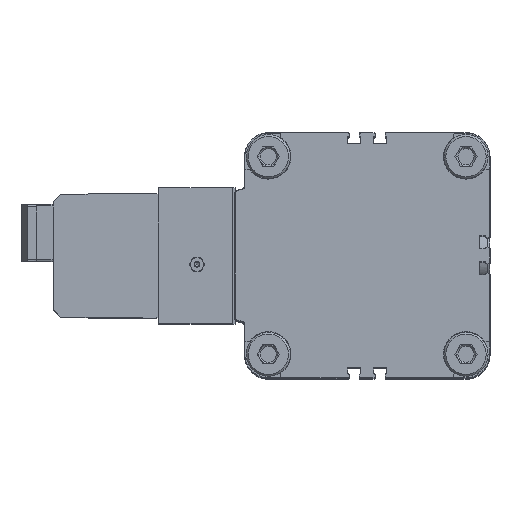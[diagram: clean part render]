
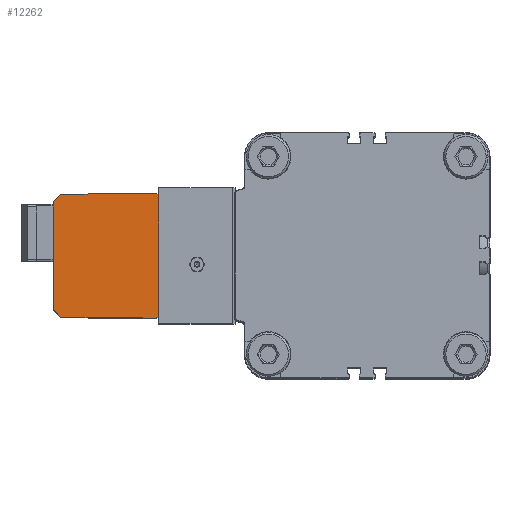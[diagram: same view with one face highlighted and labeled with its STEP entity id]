
A CAD part, top view. The second image highlights one B-rep face of the part: STEP entity #12262.
In plain terms, the highlighted face is planar.
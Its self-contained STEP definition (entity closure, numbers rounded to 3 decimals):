
#3901=ORIENTED_EDGE('',*,*,#5891,.T.);
#3902=ORIENTED_EDGE('',*,*,#5859,.T.);
#3903=ORIENTED_EDGE('',*,*,#5895,.T.);
#3904=ORIENTED_EDGE('',*,*,#5898,.T.);
#3905=ORIENTED_EDGE('',*,*,#5901,.T.);
#3906=ORIENTED_EDGE('',*,*,#5904,.T.);
#3907=ORIENTED_EDGE('',*,*,#5911,.T.);
#3908=ORIENTED_EDGE('',*,*,#5914,.T.);
#3909=ORIENTED_EDGE('',*,*,#5917,.T.);
#3910=ORIENTED_EDGE('',*,*,#5919,.T.);
#5859=EDGE_CURVE('',#7127,#7130,#8259,.T.);
#5891=EDGE_CURVE('',#7158,#7127,#8287,.T.);
#5895=EDGE_CURVE('',#7130,#7160,#8291,.T.);
#5898=EDGE_CURVE('',#7160,#7162,#8294,.T.);
#5901=EDGE_CURVE('',#7162,#7164,#8297,.T.);
#5904=EDGE_CURVE('',#7164,#7166,#8300,.T.);
#5911=EDGE_CURVE('',#7166,#7172,#8303,.T.);
#5914=EDGE_CURVE('',#7172,#7174,#8306,.T.);
#5917=EDGE_CURVE('',#7174,#7176,#8309,.T.);
#5919=EDGE_CURVE('',#7176,#7158,#8311,.T.);
#7127=VERTEX_POINT('',#20449);
#7130=VERTEX_POINT('',#20454);
#7158=VERTEX_POINT('',#20520);
#7160=VERTEX_POINT('',#20526);
#7162=VERTEX_POINT('',#20532);
#7164=VERTEX_POINT('',#20538);
#7166=VERTEX_POINT('',#20544);
#7172=VERTEX_POINT('',#20558);
#7174=VERTEX_POINT('',#20564);
#7176=VERTEX_POINT('',#20570);
#8259=LINE('',#20455,#9436);
#8287=LINE('',#20519,#9464);
#8291=LINE('',#20527,#9468);
#8294=LINE('',#20533,#9471);
#8297=LINE('',#20539,#9474);
#8300=LINE('',#20545,#9477);
#8303=LINE('',#20559,#9480);
#8306=LINE('',#20565,#9483);
#8309=LINE('',#20571,#9486);
#8311=LINE('',#20574,#9488);
#9436=VECTOR('',#16654,1000.);
#9464=VECTOR('',#16700,1000.);
#9468=VECTOR('',#16706,1000.);
#9471=VECTOR('',#16711,1000.);
#9474=VECTOR('',#16716,1000.);
#9477=VECTOR('',#16721,1000.);
#9480=VECTOR('',#16734,1000.);
#9483=VECTOR('',#16739,1000.);
#9486=VECTOR('',#16744,1000.);
#9488=VECTOR('',#16748,1000.);
#10338=EDGE_LOOP('',(#3901,#3902,#3903,#3904,#3905,#3906,#3907,#3908,#3909,
#3910));
#11148=FACE_BOUND('',#10338,.T.);
#11599=PLANE('',#13477);
#12262=ADVANCED_FACE('',(#11148),#11599,.T.);
#13477=AXIS2_PLACEMENT_3D('',#20575,#16749,#16750);
#16654=DIRECTION('',(0.,-1.,0.));
#16700=DIRECTION('',(0.,-0.71,0.704));
#16706=DIRECTION('',(0.,-0.71,-0.704));
#16711=DIRECTION('',(0.,-0.009,-1.));
#16716=DIRECTION('',(0.,1.,0.));
#16721=DIRECTION('',(0.,0.,-1.));
#16734=DIRECTION('',(0.,1.,0.));
#16739=DIRECTION('',(0.,0.,1.));
#16744=DIRECTION('',(0.,1.,0.));
#16748=DIRECTION('',(0.,-0.009,1.));
#16749=DIRECTION('',(1.,0.,0.));
#16750=DIRECTION('',(0.,0.,-1.));
#20449=CARTESIAN_POINT('',(72.75,28.029,55.));
#20454=CARTESIAN_POINT('',(72.75,-28.029,55.));
#20455=CARTESIAN_POINT('',(72.75,28.029,55.));
#20519=CARTESIAN_POINT('',(72.75,32.064,51.));
#20520=CARTESIAN_POINT('',(72.75,32.064,51.));
#20526=CARTESIAN_POINT('',(72.75,-32.064,51.));
#20527=CARTESIAN_POINT('',(72.75,-28.029,55.));
#20532=CARTESIAN_POINT('',(72.75,-32.5,1.));
#20533=CARTESIAN_POINT('',(72.75,-32.064,51.));
#20538=CARTESIAN_POINT('',(72.75,-32.3,1.));
#20539=CARTESIAN_POINT('',(72.75,-32.5,1.));
#20544=CARTESIAN_POINT('',(72.75,-32.3,0.));
#20545=CARTESIAN_POINT('',(72.75,-32.3,1.));
#20558=CARTESIAN_POINT('',(72.75,32.3,0.));
#20559=CARTESIAN_POINT('',(72.75,-32.3,0.));
#20564=CARTESIAN_POINT('',(72.75,32.3,1.));
#20565=CARTESIAN_POINT('',(72.75,32.3,0.));
#20570=CARTESIAN_POINT('',(72.75,32.5,1.));
#20571=CARTESIAN_POINT('',(72.75,32.3,1.));
#20574=CARTESIAN_POINT('',(72.75,32.5,1.));
#20575=CARTESIAN_POINT('',(72.75,0.,0.));
